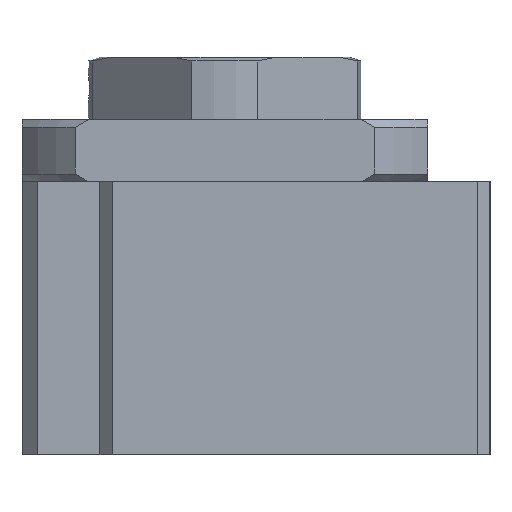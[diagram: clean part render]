
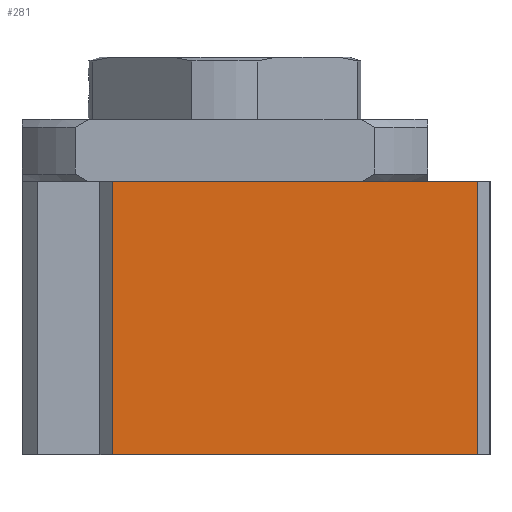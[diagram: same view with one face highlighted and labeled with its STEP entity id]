
A CAD part, left-side view. The second image highlights one B-rep face of the part: STEP entity #281.
In plain terms, the highlighted planar face has unit normal (-1, 0, 0).
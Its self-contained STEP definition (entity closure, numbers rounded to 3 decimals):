
#281 = ADVANCED_FACE( '', ( #642 ), #643, .T. );
#642 = FACE_OUTER_BOUND( '', #1068, .T. );
#643 = PLANE( '', #1069 );
#1068 = EDGE_LOOP( '', ( #1981, #1982, #1983, #1984 ) );
#1069 = AXIS2_PLACEMENT_3D( '', #1985, #1986, #1987 );
#1981 = ORIENTED_EDGE( '', *, *, #2548, .F. );
#1982 = ORIENTED_EDGE( '', *, *, #2614, .F. );
#1983 = ORIENTED_EDGE( '', *, *, #2615, .T. );
#1984 = ORIENTED_EDGE( '', *, *, #2597, .T. );
#1985 = CARTESIAN_POINT( '', ( -44., 14.44, -35. ) );
#1986 = DIRECTION( '', ( -1., 0., 0. ) );
#1987 = DIRECTION( '', ( 0., 0., 1. ) );
#2548 = EDGE_CURVE( '', #3066, #3068, #3069, .T. );
#2597 = EDGE_CURVE( '', #3155, #3068, #3156, .T. );
#2614 = EDGE_CURVE( '', #3180, #3066, #3182, .T. );
#2615 = EDGE_CURVE( '', #3180, #3155, #3183, .T. );
#3066 = VERTEX_POINT( '', #4420 );
#3068 = VERTEX_POINT( '', #4423 );
#3069 = LINE( '', #4424, #4425 );
#3155 = VERTEX_POINT( '', #5063 );
#3156 = LINE( '', #5064, #5065 );
#3180 = VERTEX_POINT( '', #5104 );
#3182 = LINE( '', #5107, #5108 );
#3183 = LINE( '', #5109, #5110 );
#4420 = CARTESIAN_POINT( '', ( -44., 14.44, 0. ) );
#4423 = CARTESIAN_POINT( '', ( -44., -32.44, 0. ) );
#4424 = CARTESIAN_POINT( '', ( -44., 14.44, 0. ) );
#4425 = VECTOR( '', #5551, 1000. );
#5063 = CARTESIAN_POINT( '', ( -44., -32.44, -35. ) );
#5064 = CARTESIAN_POINT( '', ( -44., -32.44, -35. ) );
#5065 = VECTOR( '', #5629, 1000. );
#5104 = CARTESIAN_POINT( '', ( -44., 14.44, -35. ) );
#5107 = CARTESIAN_POINT( '', ( -44., 14.44, -35. ) );
#5108 = VECTOR( '', #5646, 1000. );
#5109 = CARTESIAN_POINT( '', ( -44., 14.44, -35. ) );
#5110 = VECTOR( '', #5647, 1000. );
#5551 = DIRECTION( '', ( 0., -1., 0. ) );
#5629 = DIRECTION( '', ( 0., 0., 1. ) );
#5646 = DIRECTION( '', ( 0., 0., 1. ) );
#5647 = DIRECTION( '', ( 0., -1., 0. ) );
